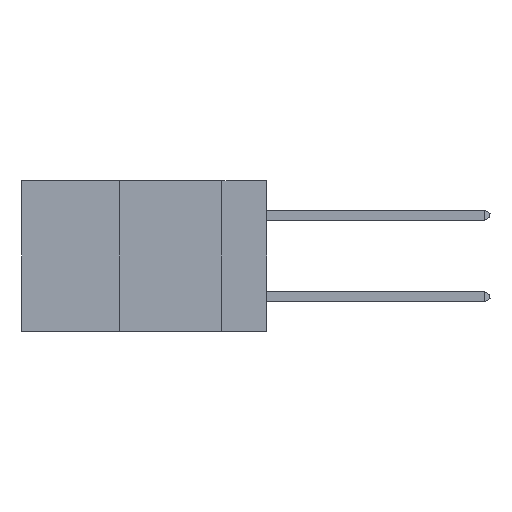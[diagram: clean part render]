
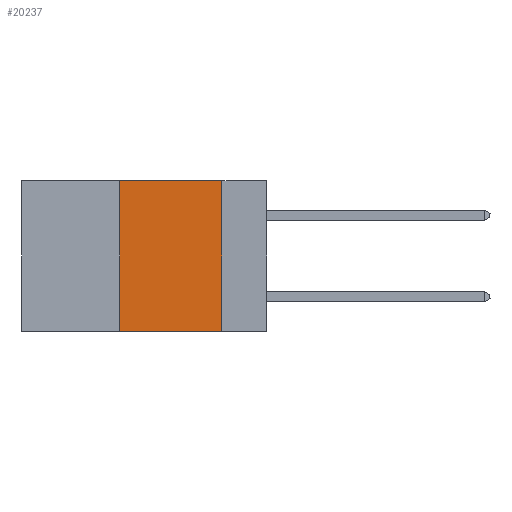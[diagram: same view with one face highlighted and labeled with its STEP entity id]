
A CAD part, left-side view. The second image highlights one B-rep face of the part: STEP entity #20237.
In plain terms, the highlighted planar face has unit normal (-1, 0, 0).
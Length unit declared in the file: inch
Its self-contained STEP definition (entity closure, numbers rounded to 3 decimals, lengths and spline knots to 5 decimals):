
#1049 = CARTESIAN_POINT ( 'NONE',  ( 0., 0.11, 0. ) ) ;
#3314 = EDGE_CURVE ( 'NONE', #23930, #27964, #7887, .T. ) ;
#5038 = CARTESIAN_POINT ( 'NONE',  ( 0., 0.36, -0.37 ) ) ;
#6189 = DIRECTION ( 'NONE',  ( 1., 0., 0. ) ) ;
#6501 = EDGE_LOOP ( 'NONE', ( #26969, #10741, #27099, #27003 ) ) ;
#6640 = VECTOR ( 'NONE', #8366, 39.37008 ) ;
#6839 = FACE_OUTER_BOUND ( 'NONE', #6501, .T. ) ;
#7412 = EDGE_CURVE ( 'NONE', #23930, #26568, #13907, .T. ) ;
#7726 = VECTOR ( 'NONE', #29234, 39.37008 ) ;
#7887 = LINE ( 'NONE', #35216, #31649 ) ;
#8366 = DIRECTION ( 'NONE',  ( 0., -1., 0. ) ) ;
#8459 = DIRECTION ( 'NONE',  ( 0., 0., 1. ) ) ;
#9219 = CARTESIAN_POINT ( 'NONE',  ( 0., 0.11, -0.37 ) ) ;
#9772 = LINE ( 'NONE', #1049, #19674 ) ;
#10741 = ORIENTED_EDGE ( 'NONE', *, *, #19198, .F. ) ;
#11614 = DIRECTION ( 'NONE',  ( 0., 0., -1. ) ) ;
#13907 = LINE ( 'NONE', #33678, #6640 ) ;
#15120 = CARTESIAN_POINT ( 'NONE',  ( 0., 0.11, 0. ) ) ;
#16238 = LINE ( 'NONE', #35085, #7726 ) ;
#19198 = EDGE_CURVE ( 'NONE', #27964, #19647, #16238, .T. ) ;
#19647 = VERTEX_POINT ( 'NONE', #15120 ) ;
#19674 = VECTOR ( 'NONE', #26870, 39.37008 ) ;
#20237 = ADVANCED_FACE ( 'NONE', ( #6839 ), #29147, .F. ) ;
#20277 = CARTESIAN_POINT ( 'NONE',  ( 0., 0.6, 0. ) ) ;
#22195 = AXIS2_PLACEMENT_3D ( 'NONE', #20277, #6189, #11614 ) ;
#23930 = VERTEX_POINT ( 'NONE', #5038 ) ;
#26568 = VERTEX_POINT ( 'NONE', #9219 ) ;
#26870 = DIRECTION ( 'NONE',  ( 0., 0., -1. ) ) ;
#26969 = ORIENTED_EDGE ( 'NONE', *, *, #27907, .F. ) ;
#27003 = ORIENTED_EDGE ( 'NONE', *, *, #7412, .T. ) ;
#27099 = ORIENTED_EDGE ( 'NONE', *, *, #3314, .F. ) ;
#27907 = EDGE_CURVE ( 'NONE', #19647, #26568, #9772, .T. ) ;
#27964 = VERTEX_POINT ( 'NONE', #36221 ) ;
#29147 = PLANE ( 'NONE',  #22195 ) ;
#29234 = DIRECTION ( 'NONE',  ( 0., -1., 0. ) ) ;
#31649 = VECTOR ( 'NONE', #8459, 39.37008 ) ;
#33678 = CARTESIAN_POINT ( 'NONE',  ( 0., 0.6, -0.37 ) ) ;
#35085 = CARTESIAN_POINT ( 'NONE',  ( 0., 0.6, 0. ) ) ;
#35216 = CARTESIAN_POINT ( 'NONE',  ( 0., 0.36, 0. ) ) ;
#36221 = CARTESIAN_POINT ( 'NONE',  ( 0., 0.36, 0. ) ) ;
